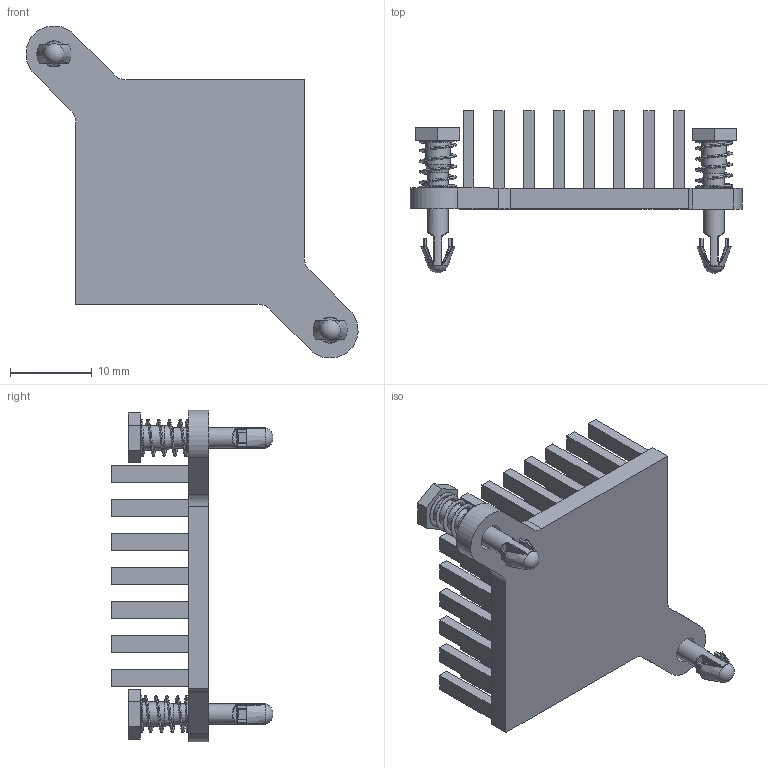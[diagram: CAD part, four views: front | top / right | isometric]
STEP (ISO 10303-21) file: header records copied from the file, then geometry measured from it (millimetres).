
FILE_DESCRIPTION(/* description */ (''),/* implementation_level */ '2;1');
FILE_NAME(/* name */ '960-27-12-D-AB-0.step',/* time_stamp */ '2024-01-02T15:05:25+01:00',/* author */ (''),/* organization */ (''),/* preprocessor_version */ 'ST-DEVELOPER v20',/* originating_system */ 'Autodesk Translation Framework v12.14.0.127',/* authorisation */ '');
FILE_SCHEMA (('AUTOMOTIVE_DESIGN { 1 0 10303 214 3 1 1 }'));
Length unit declared in the file: millimetre
Products named in the file (4): 27x27.960-27-12-D-AB-0; 27mm_base_27x12 diag ears; 103904; Spring_C0180-022-0440-M
Assembly tree (5 placements, depth 2):
  27x27.960-27-12-D-AB-0
    27mm_base_27x12 diag ears
    103904  x2
    Spring_C0180-022-0440-M  x2
Bounding box: 40.68 x 19.84 x 40.68 mm (x, y, z)
Volume: 3872.1 mm3; surface area: 6388 mm2
Topology: 5 solids, 5 shells, 464 faces, 1132 edges, 736 vertices
Faces by surface type: plane 358, cylinder 44, bspline 44, torus 12, cone 4, sphere 2
Full cylindrical faces by diameter (mm): 2.5 x2, 3 x2, 3.2 x2
Entity records: 13544 total; most frequent: CARTESIAN_POINT 4550, ORIENTED_EDGE 1852, DIRECTION 1694, EDGE_CURVE 926, LINE 792, VECTOR 792, VERTEX_POINT 608, AXIS2_PLACEMENT_3D 451
